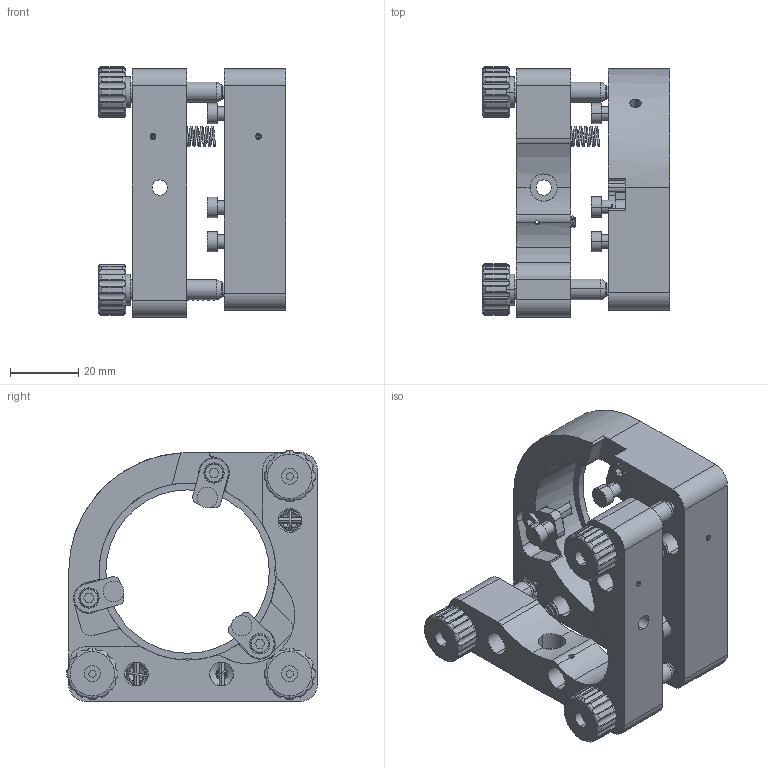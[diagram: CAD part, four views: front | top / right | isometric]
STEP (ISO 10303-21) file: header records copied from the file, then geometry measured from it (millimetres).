
FILE_DESCRIPTION (( 'STEP AP203' ), '1' );
FILE_NAME ('04KMT-2M.STEP', '2016-03-03T07:05:40', ( '' ), ( '' ), 'SwSTEP 2.0', 'SolidWorks 2016', '' );
FILE_SCHEMA (( 'CONFIG_CONTROL_DESIGN' ));
Length unit declared in the file: millimetre
Products named in the file (1): 04KMT-2M
Bounding box: 54.96 x 73.6 x 73.6 mm (x, y, z)
Volume: 74829.8 mm3; surface area: 38084.1 mm2
Topology: 36 solids, 36 shells, 808 faces, 2015 edges, 1285 vertices
Faces by surface type: cylinder 448, plane 209, cone 65, torus 56, bspline 24, sphere 6
Entity records: 32889 total; most frequent: CARTESIAN_POINT 13713, DIRECTION 4044, ORIENTED_EDGE 3936, EDGE_CURVE 1968, AXIS2_PLACEMENT_3D 1613, VERTEX_POINT 1276, EDGE_LOOP 910, CIRCLE 828
